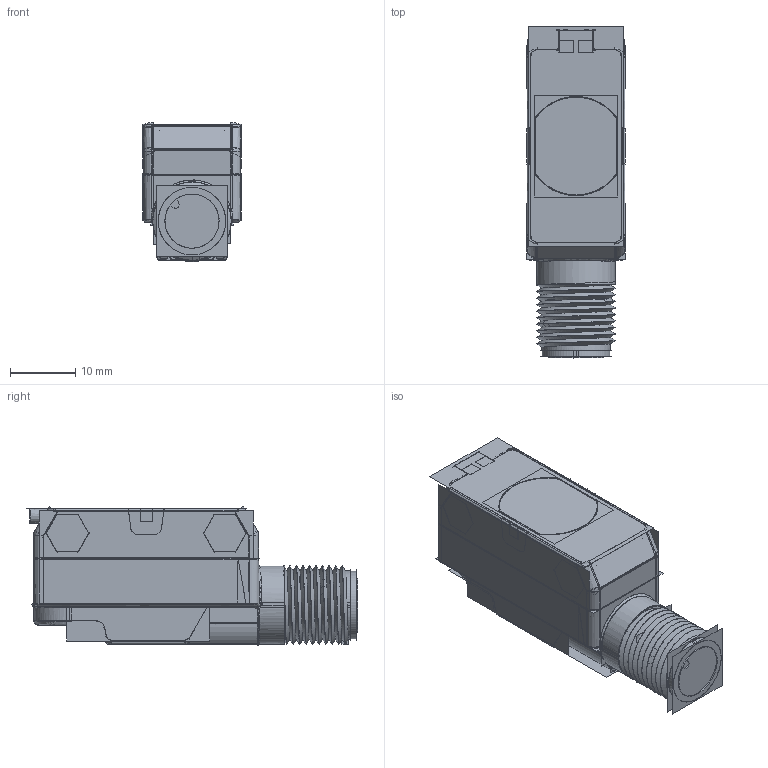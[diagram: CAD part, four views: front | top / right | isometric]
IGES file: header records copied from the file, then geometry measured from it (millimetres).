
Start section:  PTC IGES file: 139470_sm01.igs
Global section: file name: 139470_sm01.igs; native system: Creo Parametric by PTC Inc.; preprocessor: 2019292; author: PDMAdmin; organization: Unknown; date: 20220427.095533; units: millimetre
Bounding box: 15.1 x 50.81 x 21.33 mm (x, y, z)
Volume: 9931 mm3; surface area: 19498 mm2
Topology: 1 solids, 1 shells, 674 faces, 3257 edges, 4032 vertices
Faces by surface type: bspline 378, revolution 296
